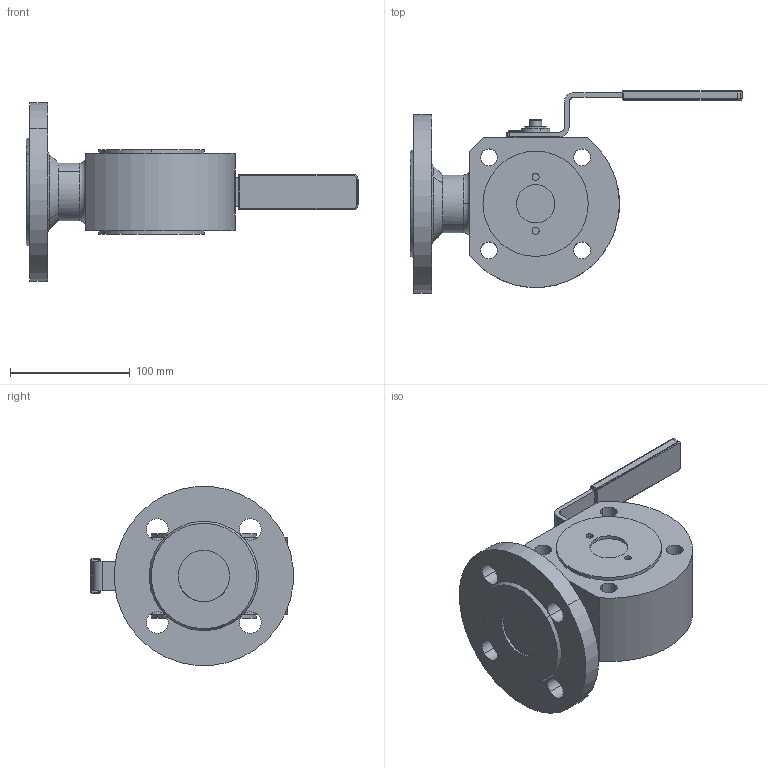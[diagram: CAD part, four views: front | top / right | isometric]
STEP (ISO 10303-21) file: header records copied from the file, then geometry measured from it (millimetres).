
FILE_DESCRIPTION(('STEP AP214'),'1');
FILE_NAME('valve_mw19-3-40.stp','2017-08-08T10:14:18',('TraceParts'),('TraceParts S.A.'),'Spatial InterOp 3D',' ',' ');
FILE_SCHEMA(('automotive_design'));
Length unit declared in the file: millimetre
Products named in the file (3): Volumenkörper2
Bounding box: 277.5 x 169.23 x 149.43 mm (x, y, z)
Volume: 1246946.5 mm3; surface area: 129268.4 mm2
Topology: 3 solids, 3 shells, 361 faces, 946 edges, 614 vertices
Faces by surface type: plane 203, cylinder 108, cone 20, torus 14, bspline 12, sphere 4
Entity records: 14170 total; most frequent: CARTESIAN_POINT 2269, ORIENTED_EDGE 1864, DIRECTION 1831, EDGE_CURVE 932, LINE 625, VECTOR 625, VERTEX_POINT 614, AXIS2_PLACEMENT_3D 603
